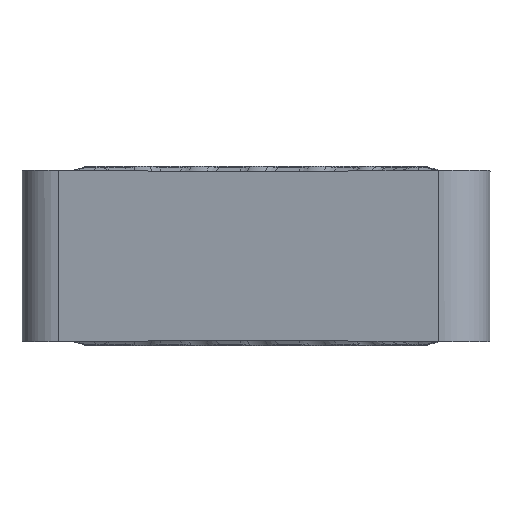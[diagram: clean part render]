
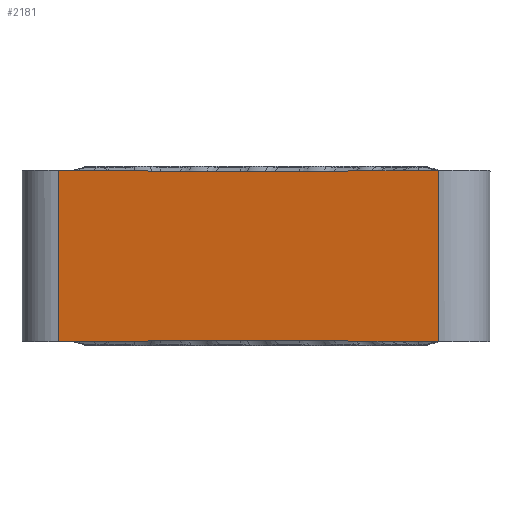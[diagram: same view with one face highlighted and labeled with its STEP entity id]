
A CAD part, front view. The second image highlights one B-rep face of the part: STEP entity #2181.
In plain terms, the highlighted planar face has unit normal (-0.174, -0.985, 0).
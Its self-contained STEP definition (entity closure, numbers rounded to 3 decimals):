
#1396=PLANE('',#10821);
#1547=FACE_OUTER_BOUND('',#2840,.T.);
#2181=ADVANCED_FACE('',(#1547),#1396,.F.);
#2840=EDGE_LOOP('',(#3598,#3599,#3600,#3601,#3602,#3603,#3604,#3605));
#3598=ORIENTED_EDGE('',*,*,#8128,.F.);
#3599=ORIENTED_EDGE('',*,*,#8126,.F.);
#3600=ORIENTED_EDGE('',*,*,#8129,.F.);
#3601=ORIENTED_EDGE('',*,*,#8130,.F.);
#3602=ORIENTED_EDGE('',*,*,#8131,.F.);
#3603=ORIENTED_EDGE('',*,*,#8106,.T.);
#3604=ORIENTED_EDGE('',*,*,#8132,.F.);
#3605=ORIENTED_EDGE('',*,*,#8133,.F.);
#7014=VERTEX_POINT('',#43947);
#7016=VERTEX_POINT('',#43953);
#7032=VERTEX_POINT('',#44048);
#7033=VERTEX_POINT('',#44053);
#7034=VERTEX_POINT('',#44063);
#7035=VERTEX_POINT('',#44068);
#7036=VERTEX_POINT('',#44073);
#7037=VERTEX_POINT('',#44082);
#8106=EDGE_CURVE('',#7016,#7014,#9828,.T.);
#8126=EDGE_CURVE('',#7032,#7033,#9848,.T.);
#8128=EDGE_CURVE('',#7033,#7034,#9850,.T.);
#8129=EDGE_CURVE('',#7035,#7032,#9851,.T.);
#8130=EDGE_CURVE('',#7036,#7035,#9852,.T.);
#8131=EDGE_CURVE('',#7016,#7036,#9853,.T.);
#8132=EDGE_CURVE('',#7037,#7014,#9854,.T.);
#8133=EDGE_CURVE('',#7034,#7037,#9855,.T.);
#9828=B_SPLINE_CURVE_WITH_KNOTS('',3,(#43949,#43950,#43951,#43952),
 .UNSPECIFIED.,.F.,.F.,(4,4),(0.,1.),.UNSPECIFIED.);
#9848=B_SPLINE_CURVE_WITH_KNOTS('',3,(#44049,#44050,#44051,#44052),
 .UNSPECIFIED.,.F.,.F.,(4,4),(0.,1.),.UNSPECIFIED.);
#9850=B_SPLINE_CURVE_WITH_KNOTS('',3,(#44059,#44060,#44061,#44062),
 .UNSPECIFIED.,.F.,.F.,(4,4),(0.,1.),.UNSPECIFIED.);
#9851=B_SPLINE_CURVE_WITH_KNOTS('',3,(#44064,#44065,#44066,#44067),
 .UNSPECIFIED.,.F.,.F.,(4,4),(0.,1.),.UNSPECIFIED.);
#9852=B_SPLINE_CURVE_WITH_KNOTS('',3,(#44069,#44070,#44071,#44072),
 .UNSPECIFIED.,.F.,.F.,(4,4),(0.,1.),.UNSPECIFIED.);
#9853=B_SPLINE_CURVE_WITH_KNOTS('',3,(#44074,#44075,#44076,#44077),
 .UNSPECIFIED.,.F.,.F.,(4,4),(0.,1.),.UNSPECIFIED.);
#9854=B_SPLINE_CURVE_WITH_KNOTS('',3,(#44078,#44079,#44080,#44081),
 .UNSPECIFIED.,.F.,.F.,(4,4),(0.,1.),.UNSPECIFIED.);
#9855=B_SPLINE_CURVE_WITH_KNOTS('',3,(#44083,#44084,#44085,#44086),
 .UNSPECIFIED.,.F.,.F.,(4,4),(0.,1.),.UNSPECIFIED.);
#10821=AXIS2_PLACEMENT_3D('',#44087,#11608,#11609);
#11608=DIRECTION('',(0.174,0.985,0.));
#11609=DIRECTION('',(-0.985,0.174,0.));
#43947=CARTESIAN_POINT('',(-5.358,-5.503,-4.76));
#43949=CARTESIAN_POINT('',(-5.358,-5.503,-0.1));
#43950=CARTESIAN_POINT('',(-5.358,-5.503,-1.653));
#43951=CARTESIAN_POINT('',(-5.358,-5.503,-3.207));
#43952=CARTESIAN_POINT('',(-5.358,-5.503,-4.76));
#43953=CARTESIAN_POINT('',(-5.358,-5.503,-0.1));
#44048=CARTESIAN_POINT('',(4.942,-7.319,-0.1));
#44049=CARTESIAN_POINT('',(4.942,-7.319,-0.1));
#44050=CARTESIAN_POINT('',(4.942,-7.319,-1.653));
#44051=CARTESIAN_POINT('',(4.942,-7.319,-3.207));
#44052=CARTESIAN_POINT('',(4.942,-7.319,-4.76));
#44053=CARTESIAN_POINT('',(4.942,-7.319,-4.76));
#44059=CARTESIAN_POINT('',(4.942,-7.319,-4.76));
#44060=CARTESIAN_POINT('',(3.601,-7.083,-4.753));
#44061=CARTESIAN_POINT('',(2.26,-6.846,-4.734));
#44062=CARTESIAN_POINT('',(0.919,-6.61,-4.722));
#44063=CARTESIAN_POINT('',(0.919,-6.61,-4.721));
#44064=CARTESIAN_POINT('',(0.918,-6.61,-0.138));
#44065=CARTESIAN_POINT('',(2.259,-6.846,-0.126));
#44066=CARTESIAN_POINT('',(3.6,-7.083,-0.107));
#44067=CARTESIAN_POINT('',(4.942,-7.319,-0.1));
#44068=CARTESIAN_POINT('',(0.918,-6.61,-0.139));
#44069=CARTESIAN_POINT('',(-1.362,-6.208,-0.138));
#44070=CARTESIAN_POINT('',(-0.602,-6.342,-0.145));
#44071=CARTESIAN_POINT('',(0.158,-6.476,-0.146));
#44072=CARTESIAN_POINT('',(0.918,-6.61,-0.138));
#44073=CARTESIAN_POINT('',(-1.362,-6.208,-0.138));
#44074=CARTESIAN_POINT('',(-5.358,-5.503,-0.1));
#44075=CARTESIAN_POINT('',(-4.026,-5.738,-0.108));
#44076=CARTESIAN_POINT('',(-2.694,-5.973,-0.125));
#44077=CARTESIAN_POINT('',(-1.362,-6.208,-0.138));
#44078=CARTESIAN_POINT('',(-1.361,-6.208,-4.722));
#44079=CARTESIAN_POINT('',(-2.694,-5.973,-4.735));
#44080=CARTESIAN_POINT('',(-4.026,-5.738,-4.752));
#44081=CARTESIAN_POINT('',(-5.358,-5.503,-4.76));
#44082=CARTESIAN_POINT('',(-1.361,-6.208,-4.722));
#44083=CARTESIAN_POINT('',(0.919,-6.61,-4.722));
#44084=CARTESIAN_POINT('',(0.159,-6.476,-4.714));
#44085=CARTESIAN_POINT('',(-0.601,-6.342,-4.715));
#44086=CARTESIAN_POINT('',(-1.361,-6.208,-4.722));
#44087=CARTESIAN_POINT('',(4.942,-7.319,0.1));
